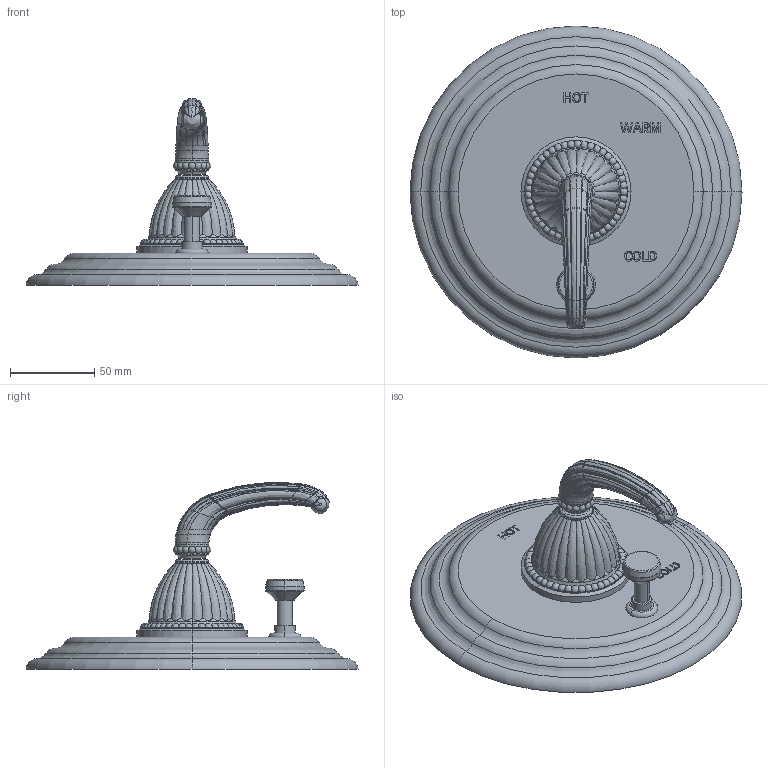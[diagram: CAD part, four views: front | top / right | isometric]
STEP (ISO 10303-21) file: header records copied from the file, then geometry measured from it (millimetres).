
FILE_DESCRIPTION((''),'2;1');
FILE_NAME('5-882BP','2021-06-07T14:04:18',('jinson.thomas'),(''),'CREO PARAMETRIC BY PTC INC, 2018400','CREO PARAMETRIC BY PTC INC, 2018400','');
FILE_SCHEMA(('CONFIG_CONTROL_DESIGN'));
Length unit declared in the file: inch
Products named in the file (1): 5-882BP
Bounding box: 196.85 x 196.85 x 110.84 mm (x, y, z)
Volume: 554472 mm3; surface area: 78099.6 mm2
Topology: 1 solids, 1 shells, 755 faces, 2003 edges, 1184 vertices
Faces by surface type: bspline 403, plane 132, sphere 106, extrusion 64, torus 26, cylinder 16, cone 8
Entity records: 46264 total; most frequent: CARTESIAN_POINT 31392, ORIENTED_EDGE 3826, DIRECTION 1937, EDGE_CURVE 1913, VERTEX_POINT 1184, B_SPLINE_CURVE_WITH_KNOTS 1163, EDGE_LOOP 779, AXIS2_PLACEMENT_3D 771
